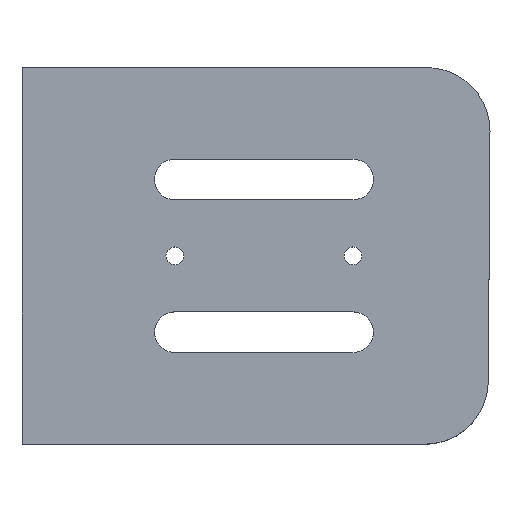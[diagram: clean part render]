
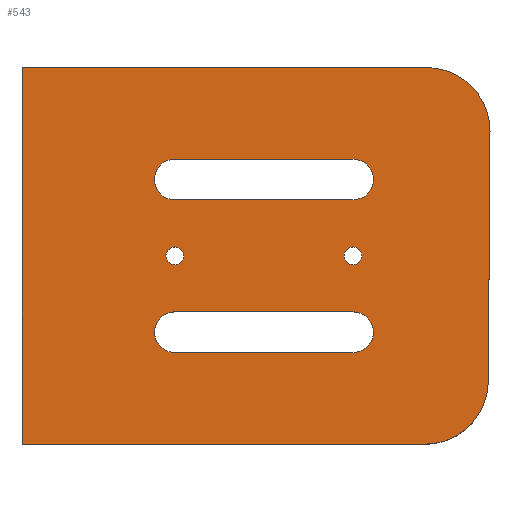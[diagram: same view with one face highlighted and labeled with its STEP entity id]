
A CAD part, top view. The second image highlights one B-rep face of the part: STEP entity #543.
In plain terms, the highlighted planar face has unit normal (0, 0, 1).
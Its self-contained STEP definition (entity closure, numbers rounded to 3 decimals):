
#19=FACE_BOUND('',#100,.T.);
#20=FACE_BOUND('',#101,.T.);
#21=FACE_BOUND('',#102,.T.);
#22=FACE_BOUND('',#103,.T.);
#25=CIRCLE('',#571,4.);
#27=CIRCLE('',#575,4.);
#29=CIRCLE('',#579,4.);
#31=CIRCLE('',#583,4.);
#36=CIRCLE('',#592,1.75);
#38=CIRCLE('',#596,1.75);
#39=CIRCLE('',#600,12.5);
#40=CIRCLE('',#601,12.5);
#67=FACE_OUTER_BOUND('',#99,.T.);
#99=EDGE_LOOP('',(#439,#440,#441,#442,#443,#444));
#100=EDGE_LOOP('',(#445,#446,#447,#448));
#101=EDGE_LOOP('',(#449,#450,#451,#452));
#102=EDGE_LOOP('',(#453));
#103=EDGE_LOOP('',(#454));
#115=LINE('',#771,#173);
#120=LINE('',#785,#178);
#123=LINE('',#795,#181);
#128=LINE('',#809,#186);
#149=LINE('',#867,#207);
#154=LINE('',#877,#212);
#155=LINE('',#881,#213);
#156=LINE('',#884,#214);
#173=VECTOR('',#619,10.);
#178=VECTOR('',#632,10.);
#181=VECTOR('',#643,10.);
#186=VECTOR('',#656,10.);
#207=VECTOR('',#711,10.);
#212=VECTOR('',#718,10.);
#213=VECTOR('',#721,10.);
#214=VECTOR('',#724,10.);
#231=VERTEX_POINT('',#769);
#232=VERTEX_POINT('',#770);
#235=VERTEX_POINT('',#778);
#237=VERTEX_POINT('',#784);
#239=VERTEX_POINT('',#793);
#240=VERTEX_POINT('',#794);
#243=VERTEX_POINT('',#802);
#245=VERTEX_POINT('',#808);
#256=VERTEX_POINT('',#840);
#258=VERTEX_POINT('',#848);
#264=VERTEX_POINT('',#864);
#265=VERTEX_POINT('',#866);
#269=VERTEX_POINT('',#876);
#270=VERTEX_POINT('',#878);
#271=VERTEX_POINT('',#880);
#272=VERTEX_POINT('',#882);
#281=EDGE_CURVE('',#231,#232,#115,.T.);
#285=EDGE_CURVE('',#232,#235,#25,.T.);
#288=EDGE_CURVE('',#235,#237,#120,.T.);
#291=EDGE_CURVE('',#237,#231,#27,.T.);
#293=EDGE_CURVE('',#239,#240,#123,.T.);
#297=EDGE_CURVE('',#240,#243,#29,.T.);
#300=EDGE_CURVE('',#243,#245,#128,.T.);
#303=EDGE_CURVE('',#245,#239,#31,.T.);
#316=EDGE_CURVE('',#256,#256,#36,.T.);
#320=EDGE_CURVE('',#258,#258,#38,.T.);
#329=EDGE_CURVE('',#265,#264,#149,.T.);
#334=EDGE_CURVE('',#269,#264,#154,.T.);
#335=EDGE_CURVE('',#269,#270,#39,.T.);
#336=EDGE_CURVE('',#270,#271,#155,.T.);
#337=EDGE_CURVE('',#271,#272,#40,.T.);
#338=EDGE_CURVE('',#272,#265,#156,.T.);
#439=ORIENTED_EDGE('',*,*,#334,.F.);
#440=ORIENTED_EDGE('',*,*,#335,.T.);
#441=ORIENTED_EDGE('',*,*,#336,.T.);
#442=ORIENTED_EDGE('',*,*,#337,.T.);
#443=ORIENTED_EDGE('',*,*,#338,.T.);
#444=ORIENTED_EDGE('',*,*,#329,.T.);
#445=ORIENTED_EDGE('',*,*,#288,.T.);
#446=ORIENTED_EDGE('',*,*,#291,.T.);
#447=ORIENTED_EDGE('',*,*,#281,.T.);
#448=ORIENTED_EDGE('',*,*,#285,.T.);
#449=ORIENTED_EDGE('',*,*,#300,.T.);
#450=ORIENTED_EDGE('',*,*,#303,.T.);
#451=ORIENTED_EDGE('',*,*,#293,.T.);
#452=ORIENTED_EDGE('',*,*,#297,.T.);
#453=ORIENTED_EDGE('',*,*,#320,.T.);
#454=ORIENTED_EDGE('',*,*,#316,.T.);
#517=PLANE('',#599);
#543=ADVANCED_FACE('',(#67,#19,#20,#21,#22),#517,.T.);
#571=AXIS2_PLACEMENT_3D('',#779,#625,#626);
#575=AXIS2_PLACEMENT_3D('',#790,#637,#638);
#579=AXIS2_PLACEMENT_3D('',#803,#649,#650);
#583=AXIS2_PLACEMENT_3D('',#814,#661,#662);
#592=AXIS2_PLACEMENT_3D('',#841,#687,#688);
#596=AXIS2_PLACEMENT_3D('',#849,#697,#698);
#599=AXIS2_PLACEMENT_3D('',#875,#716,#717);
#600=AXIS2_PLACEMENT_3D('',#879,#719,#720);
#601=AXIS2_PLACEMENT_3D('',#883,#722,#723);
#619=DIRECTION('',(1.,0.,0.));
#625=DIRECTION('center_axis',(0.,0.,-1.));
#626=DIRECTION('ref_axis',(0.,1.,0.));
#632=DIRECTION('',(-1.,0.,0.));
#637=DIRECTION('center_axis',(0.,0.,-1.));
#638=DIRECTION('ref_axis',(0.,-1.,0.));
#643=DIRECTION('',(1.,0.,0.));
#649=DIRECTION('center_axis',(0.,0.,-1.));
#650=DIRECTION('ref_axis',(0.,1.,0.));
#656=DIRECTION('',(-1.,0.,0.));
#661=DIRECTION('center_axis',(0.,0.,-1.));
#662=DIRECTION('ref_axis',(0.,-1.,0.));
#687=DIRECTION('center_axis',(0.,0.,-1.));
#688=DIRECTION('ref_axis',(-1.,0.,0.));
#697=DIRECTION('center_axis',(0.,0.,-1.));
#698=DIRECTION('ref_axis',(-1.,0.,0.));
#711=DIRECTION('',(0.,-1.,0.));
#716=DIRECTION('center_axis',(0.,0.,1.));
#717=DIRECTION('ref_axis',(1.,0.,0.));
#718=DIRECTION('',(-1.,0.,0.));
#719=DIRECTION('center_axis',(0.,0.,1.));
#720=DIRECTION('ref_axis',(0.,-1.,0.));
#721=DIRECTION('',(0.007,1.,0.));
#722=DIRECTION('center_axis',(0.,0.,1.));
#723=DIRECTION('ref_axis',(1.,-0.007,0.));
#724=DIRECTION('',(-1.,0.,0.));
#769=CARTESIAN_POINT('',(-20.,19.,24.));
#770=CARTESIAN_POINT('',(15.,19.,24.));
#771=CARTESIAN_POINT('',(9.854,19.,24.));
#778=CARTESIAN_POINT('',(15.,11.,24.));
#779=CARTESIAN_POINT('Origin',(15.,15.,24.));
#784=CARTESIAN_POINT('',(-20.,11.,24.));
#785=CARTESIAN_POINT('',(-7.646,11.,24.));
#790=CARTESIAN_POINT('Origin',(-20.,15.,24.));
#793=CARTESIAN_POINT('',(-20.,-11.,24.));
#794=CARTESIAN_POINT('',(15.,-11.,24.));
#795=CARTESIAN_POINT('',(9.854,-11.,24.));
#802=CARTESIAN_POINT('',(15.,-19.,24.));
#803=CARTESIAN_POINT('Origin',(15.,-15.,24.));
#808=CARTESIAN_POINT('',(-20.,-19.,24.));
#809=CARTESIAN_POINT('',(-7.646,-19.,24.));
#814=CARTESIAN_POINT('Origin',(-20.,-15.,24.));
#840=CARTESIAN_POINT('',(16.75,0.,24.));
#841=CARTESIAN_POINT('Origin',(15.,0.,24.));
#848=CARTESIAN_POINT('',(-18.25,0.,24.));
#849=CARTESIAN_POINT('Origin',(-20.,0.,24.));
#864=CARTESIAN_POINT('',(-50.022,-37.,24.));
#866=CARTESIAN_POINT('',(-50.022,37.,24.));
#867=CARTESIAN_POINT('',(-50.022,37.,24.));
#875=CARTESIAN_POINT('Origin',(4.708,0.,24.));
#876=CARTESIAN_POINT('',(29.084,-37.,24.));
#877=CARTESIAN_POINT('',(-32.5,-37.,24.));
#878=CARTESIAN_POINT('',(41.584,-24.584,24.));
#879=CARTESIAN_POINT('Origin',(29.084,-24.5,24.));
#880=CARTESIAN_POINT('',(41.915,24.416,24.));
#881=CARTESIAN_POINT('',(41.584,-24.584,24.));
#882=CARTESIAN_POINT('',(29.415,37.,24.));
#883=CARTESIAN_POINT('Origin',(29.415,24.5,24.));
#884=CARTESIAN_POINT('',(29.415,37.,24.));
